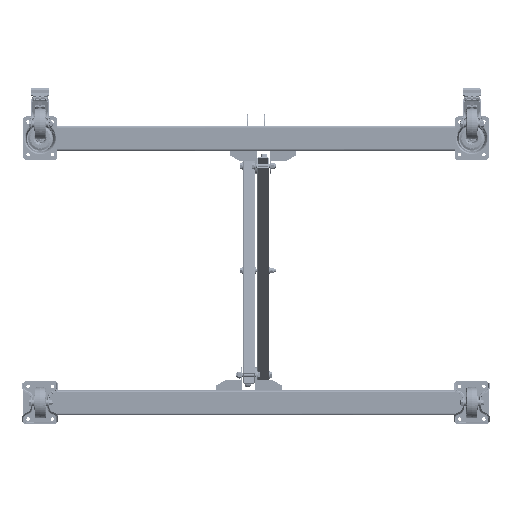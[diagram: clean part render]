
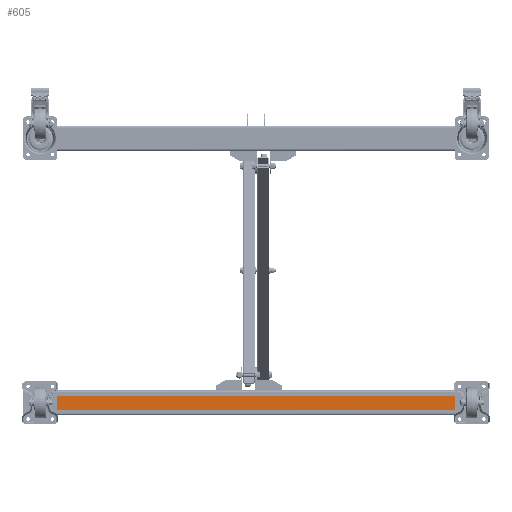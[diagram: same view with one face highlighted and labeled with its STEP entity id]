
A CAD part, front view. The second image highlights one B-rep face of the part: STEP entity #605.
In plain terms, the highlighted free-form (B-spline) face has degree [1, 1] with [2, 2] control points.
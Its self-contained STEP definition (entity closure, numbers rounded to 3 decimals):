
#57 = EDGE_CURVE('',#58,#60,#62,.T.);
#58 = VERTEX_POINT('',#59);
#59 = CARTESIAN_POINT('',(957.105,-655.468,
    1414.953));
#60 = VERTEX_POINT('',#61);
#61 = CARTESIAN_POINT('',(957.105,-655.468,
    1334.068));
#62 = B_SPLINE_CURVE_WITH_KNOTS('',1,(#63,#64),.UNSPECIFIED.,.F.,.F.,(2,
    2),(6.,74.),.PIECEWISE_BEZIER_KNOTS.);
#63 = CARTESIAN_POINT('',(957.105,-655.468,
    1414.953));
#64 = CARTESIAN_POINT('',(957.105,-655.468,
    1334.068));
#197 = VERTEX_POINT('',#198);
#198 = CARTESIAN_POINT('',(-815.219,-655.468,
    1334.068));
#203 = EDGE_CURVE('',#197,#204,#206,.T.);
#204 = VERTEX_POINT('',#205);
#205 = CARTESIAN_POINT('',(-815.219,-655.468,
    1414.953));
#206 = B_SPLINE_CURVE_WITH_KNOTS('',1,(#207,#208),.UNSPECIFIED.,.F.,.F.,
  (2,2),(-74.,-6.),.PIECEWISE_BEZIER_KNOTS.);
#207 = CARTESIAN_POINT('',(-815.219,-655.468,
    1334.068));
#208 = CARTESIAN_POINT('',(-815.219,-655.468,
    1414.953));
#605 = ADVANCED_FACE('',(#606,#620),#650,.T.);
#606 = FACE_BOUND('',#607,.T.);
#607 = EDGE_LOOP('',(#608,#609,#614,#615));
#608 = ORIENTED_EDGE('',*,*,#57,.F.);
#609 = ORIENTED_EDGE('',*,*,#610,.F.);
#610 = EDGE_CURVE('',#204,#58,#611,.T.);
#611 = B_SPLINE_CURVE_WITH_KNOTS('',1,(#612,#613),.UNSPECIFIED.,.F.,.F.,
  (2,2),(5.,1495.),.PIECEWISE_BEZIER_KNOTS.);
#612 = CARTESIAN_POINT('',(-815.219,-655.468,
    1414.953));
#613 = CARTESIAN_POINT('',(957.105,-655.468,
    1414.953));
#614 = ORIENTED_EDGE('',*,*,#203,.F.);
#615 = ORIENTED_EDGE('',*,*,#616,.F.);
#616 = EDGE_CURVE('',#60,#197,#617,.T.);
#617 = B_SPLINE_CURVE_WITH_KNOTS('',1,(#618,#619),.UNSPECIFIED.,.F.,.F.,
  (2,2),(5.,1495.),.PIECEWISE_BEZIER_KNOTS.);
#618 = CARTESIAN_POINT('',(957.105,-655.468,
    1334.068));
#619 = CARTESIAN_POINT('',(-815.219,-655.468,
    1334.068));
#620 = FACE_BOUND('',#621,.T.);
#621 = EDGE_LOOP('',(#622,#631,#638,#645));
#622 = ORIENTED_EDGE('',*,*,#623,.F.);
#623 = EDGE_CURVE('',#624,#626,#628,.T.);
#624 = VERTEX_POINT('',#625);
#625 = CARTESIAN_POINT('',(41.087,-655.468,
    1410.493));
#626 = VERTEX_POINT('',#627);
#627 = CARTESIAN_POINT('',(41.087,-655.468,
    1406.329));
#628 = B_SPLINE_CURVE_WITH_KNOTS('',1,(#629,#630),.UNSPECIFIED.,.F.,.F.,
  (2,2),(9.75,13.25),.PIECEWISE_BEZIER_KNOTS.);
#629 = CARTESIAN_POINT('',(41.087,-655.468,
    1410.493));
#630 = CARTESIAN_POINT('',(41.087,-655.468,
    1406.329));
#631 = ORIENTED_EDGE('',*,*,#632,.F.);
#632 = EDGE_CURVE('',#633,#624,#635,.T.);
#633 = VERTEX_POINT('',#634);
#634 = CARTESIAN_POINT('',(100.799,-655.468,
    1410.493));
#635 = B_SPLINE_CURVE_WITH_KNOTS('',1,(#636,#637),.UNSPECIFIED.,.F.,.F.,
  (2,2),(-775.1,-724.9),.PIECEWISE_BEZIER_KNOTS.);
#636 = CARTESIAN_POINT('',(100.799,-655.468,
    1410.493));
#637 = CARTESIAN_POINT('',(41.087,-655.468,
    1410.493));
#638 = ORIENTED_EDGE('',*,*,#639,.F.);
#639 = EDGE_CURVE('',#640,#633,#642,.T.);
#640 = VERTEX_POINT('',#641);
#641 = CARTESIAN_POINT('',(100.799,-655.468,
    1406.329));
#642 = B_SPLINE_CURVE_WITH_KNOTS('',1,(#643,#644),.UNSPECIFIED.,.F.,.F.,
  (2,2),(-13.25,-9.75),.PIECEWISE_BEZIER_KNOTS.);
#643 = CARTESIAN_POINT('',(100.799,-655.468,
    1406.329));
#644 = CARTESIAN_POINT('',(100.799,-655.468,
    1410.493));
#645 = ORIENTED_EDGE('',*,*,#646,.F.);
#646 = EDGE_CURVE('',#626,#640,#647,.T.);
#647 = B_SPLINE_CURVE_WITH_KNOTS('',1,(#648,#649),.UNSPECIFIED.,.F.,.F.,
  (2,2),(724.9,775.1),.PIECEWISE_BEZIER_KNOTS.);
#648 = CARTESIAN_POINT('',(41.087,-655.468,
    1406.329));
#649 = CARTESIAN_POINT('',(100.799,-655.468,
    1406.329));
#650 = B_SPLINE_SURFACE_WITH_KNOTS('',1,1,(
    (#651,#652)
    ,(#653,#654
    )),.UNSPECIFIED.,.F.,.F.,.F.,(2,2),(2,2),(6.,74.),(5.,1495.),
  .PIECEWISE_BEZIER_KNOTS.);
#651 = CARTESIAN_POINT('',(-815.219,-655.468,
    1414.953));
#652 = CARTESIAN_POINT('',(957.105,-655.468,
    1414.953));
#653 = CARTESIAN_POINT('',(-815.219,-655.468,
    1334.068));
#654 = CARTESIAN_POINT('',(957.105,-655.468,
    1334.068));
